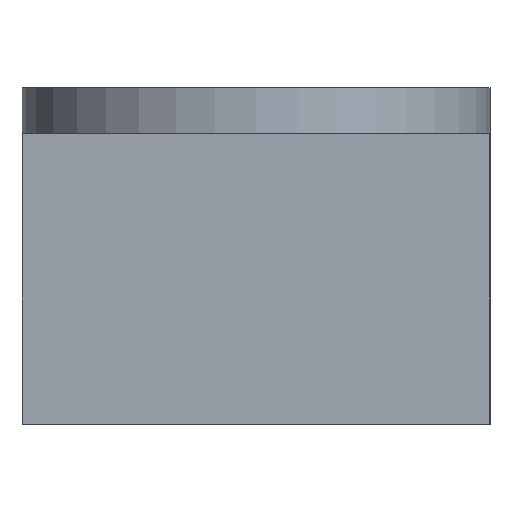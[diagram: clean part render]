
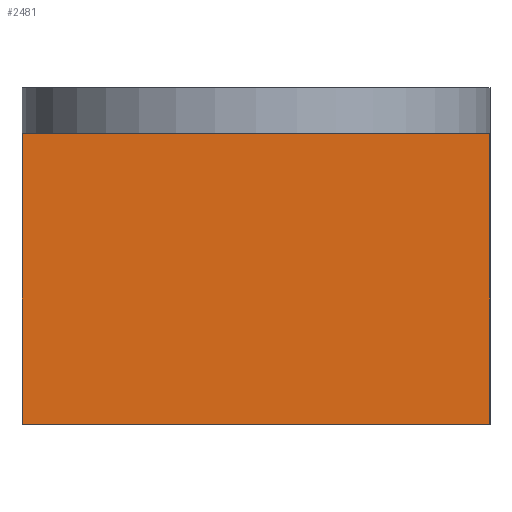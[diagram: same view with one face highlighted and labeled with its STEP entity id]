
A CAD part, front view. The second image highlights one B-rep face of the part: STEP entity #2481.
In plain terms, the highlighted planar face has unit normal (0, -1, 0).
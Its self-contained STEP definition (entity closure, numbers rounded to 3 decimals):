
#46 = LINE ( 'NONE', #1227, #1267 ) ;
#269 = VECTOR ( 'NONE', #1202, 1000. ) ;
#404 = LINE ( 'NONE', #840, #269 ) ;
#446 = PLANE ( 'NONE',  #937 ) ;
#456 = DIRECTION ( 'NONE',  ( 0., 0., 1. ) ) ;
#477 = EDGE_CURVE ( 'NONE', #488, #1688, #46, .T. ) ;
#488 = VERTEX_POINT ( 'NONE', #2042 ) ;
#534 = ORIENTED_EDGE ( 'NONE', *, *, #477, .T. ) ;
#553 = EDGE_CURVE ( 'NONE', #1265, #1688, #404, .T. ) ;
#623 = CARTESIAN_POINT ( 'NONE',  ( -25.5, 39.5, -31.7 ) ) ;
#678 = CARTESIAN_POINT ( 'NONE',  ( -25.5, 39.5, 0. ) ) ;
#819 = LINE ( 'NONE', #1234, #2284 ) ;
#840 = CARTESIAN_POINT ( 'NONE',  ( -25.5, 39.5, -31.7 ) ) ;
#937 = AXIS2_PLACEMENT_3D ( 'NONE', #1441, #1842, #456 ) ;
#1202 = DIRECTION ( 'NONE',  ( 0., 0., 1. ) ) ;
#1221 = EDGE_CURVE ( 'NONE', #1536, #488, #819, .T. ) ;
#1227 = CARTESIAN_POINT ( 'NONE',  ( 25.5, 39.5, 0. ) ) ;
#1234 = CARTESIAN_POINT ( 'NONE',  ( 25.5, 39.5, -31.7 ) ) ;
#1254 = VECTOR ( 'NONE', #1785, 1000. ) ;
#1265 = VERTEX_POINT ( 'NONE', #623 ) ;
#1267 = VECTOR ( 'NONE', #2240, 1000. ) ;
#1306 = EDGE_LOOP ( 'NONE', ( #2196, #534, #1456, #2554 ) ) ;
#1393 = CARTESIAN_POINT ( 'NONE',  ( 25.5, 39.5, -31.7 ) ) ;
#1441 = CARTESIAN_POINT ( 'NONE',  ( 25.5, 39.5, -31.7 ) ) ;
#1456 = ORIENTED_EDGE ( 'NONE', *, *, #553, .F. ) ;
#1512 = CARTESIAN_POINT ( 'NONE',  ( 25.5, 39.5, -31.7 ) ) ;
#1536 = VERTEX_POINT ( 'NONE', #1512 ) ;
#1633 = DIRECTION ( 'NONE',  ( 0., 0., 1. ) ) ;
#1688 = VERTEX_POINT ( 'NONE', #678 ) ;
#1785 = DIRECTION ( 'NONE',  ( -1., 0., 0. ) ) ;
#1842 = DIRECTION ( 'NONE',  ( 0., 1., 0. ) ) ;
#2001 = LINE ( 'NONE', #1393, #1254 ) ;
#2012 = EDGE_CURVE ( 'NONE', #1536, #1265, #2001, .T. ) ;
#2042 = CARTESIAN_POINT ( 'NONE',  ( 25.5, 39.5, 0. ) ) ;
#2196 = ORIENTED_EDGE ( 'NONE', *, *, #1221, .T. ) ;
#2240 = DIRECTION ( 'NONE',  ( -1., 0., 0. ) ) ;
#2284 = VECTOR ( 'NONE', #1633, 1000. ) ;
#2428 = FACE_OUTER_BOUND ( 'NONE', #1306, .T. ) ;
#2481 = ADVANCED_FACE ( 'NONE', ( #2428 ), #446, .F. ) ;
#2554 = ORIENTED_EDGE ( 'NONE', *, *, #2012, .F. ) ;
